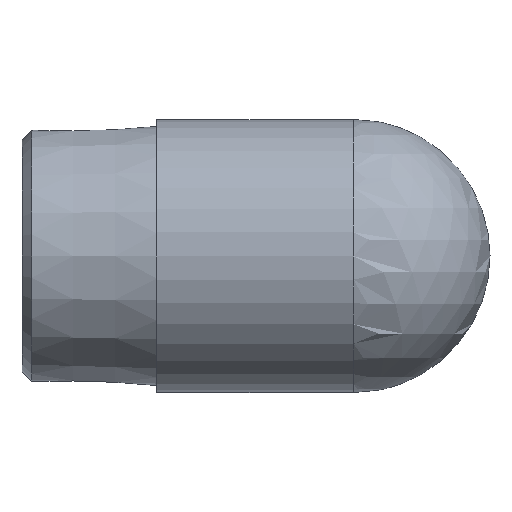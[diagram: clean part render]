
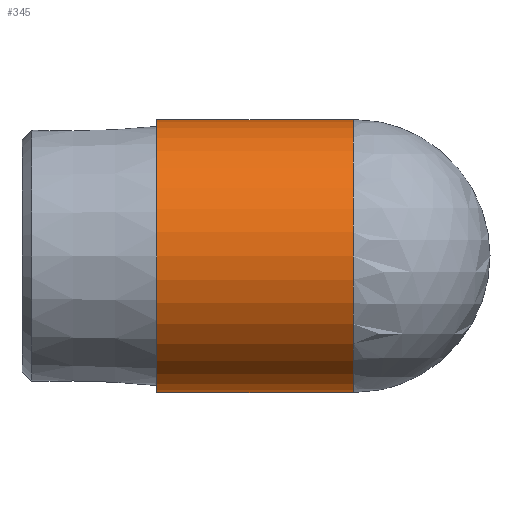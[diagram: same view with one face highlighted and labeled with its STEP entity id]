
A CAD part, left-side view. The second image highlights one B-rep face of the part: STEP entity #345.
In plain terms, the highlighted cylindrical face has radius 14 mm (diameter 28 mm), a full revolution.
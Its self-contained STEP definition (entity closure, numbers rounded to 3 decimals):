
#23=ELLIPSE('',#412,21.26,14.);
#24=ELLIPSE('',#413,21.26,14.);
#28=CYLINDRICAL_SURFACE('',#419,14.);
#66=FACE_OUTER_BOUND('',#97,.T.);
#97=EDGE_LOOP('',(#307,#308,#309,#310,#311,#312));
#110=LINE('',#738,#123);
#123=VECTOR('',#542,14.);
#129=CIRCLE('',#375,14.);
#149=CIRCLE('',#418,14.);
#155=VERTEX_POINT('',#560);
#174=VERTEX_POINT('',#723);
#176=VERTEX_POINT('',#726);
#177=VERTEX_POINT('',#728);
#185=EDGE_CURVE('',#155,#155,#129,.T.);
#217=EDGE_CURVE('',#176,#177,#23,.T.);
#218=EDGE_CURVE('',#177,#174,#24,.T.);
#221=EDGE_CURVE('',#174,#176,#149,.T.);
#222=EDGE_CURVE('',#177,#155,#110,.T.);
#307=ORIENTED_EDGE('',*,*,#217,.F.);
#308=ORIENTED_EDGE('',*,*,#221,.F.);
#309=ORIENTED_EDGE('',*,*,#218,.F.);
#310=ORIENTED_EDGE('',*,*,#222,.T.);
#311=ORIENTED_EDGE('',*,*,#185,.T.);
#312=ORIENTED_EDGE('',*,*,#222,.F.);
#345=ADVANCED_FACE('',(#66),#28,.T.);
#375=AXIS2_PLACEMENT_3D('',#561,#442,#443);
#412=AXIS2_PLACEMENT_3D('',#729,#525,#526);
#413=AXIS2_PLACEMENT_3D('',#730,#527,#528);
#418=AXIS2_PLACEMENT_3D('',#736,#538,#539);
#419=AXIS2_PLACEMENT_3D('',#737,#540,#541);
#442=DIRECTION('center_axis',(0.,-1.,0.));
#443=DIRECTION('ref_axis',(-1.,0.,0.));
#525=DIRECTION('center_axis',(0.753,-0.659,0.));
#526=DIRECTION('ref_axis',(0.659,0.753,0.));
#527=DIRECTION('center_axis',(0.753,-0.659,0.));
#528=DIRECTION('ref_axis',(0.659,0.753,0.));
#538=DIRECTION('center_axis',(0.,-1.,0.));
#539=DIRECTION('ref_axis',(-1.,0.,0.));
#540=DIRECTION('center_axis',(0.,-1.,0.));
#541=DIRECTION('ref_axis',(-1.,0.,0.));
#542=DIRECTION('',(0.,1.,0.));
#560=CARTESIAN_POINT('',(14.,20.2,0.));
#561=CARTESIAN_POINT('Origin',(0.,20.2,0.));
#723=CARTESIAN_POINT('',(0.,0.,14.));
#726=CARTESIAN_POINT('',(0.,0.,-14.));
#728=CARTESIAN_POINT('',(14.,16.,0.));
#729=CARTESIAN_POINT('Origin',(0.,0.,
0.));
#730=CARTESIAN_POINT('Origin',(0.,0.,
0.));
#736=CARTESIAN_POINT('Origin',(0.,0.,0.));
#737=CARTESIAN_POINT('Origin',(0.,34.,0.));
#738=CARTESIAN_POINT('',(14.,34.,0.));
